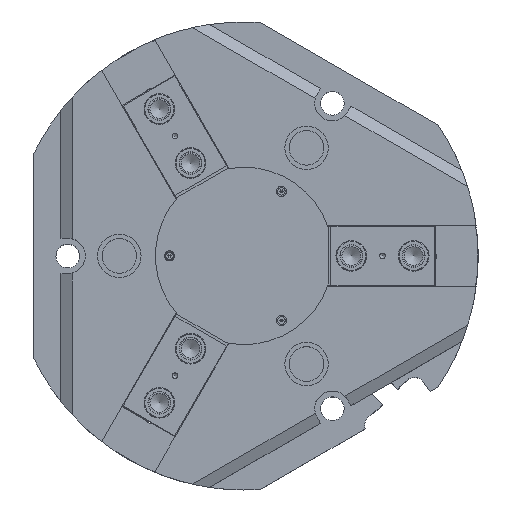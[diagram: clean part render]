
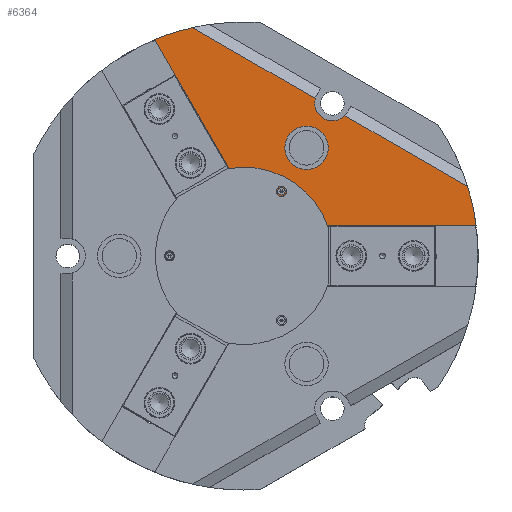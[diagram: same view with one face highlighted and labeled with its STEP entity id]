
A CAD part, top view. The second image highlights one B-rep face of the part: STEP entity #6364.
In plain terms, the highlighted planar face has unit normal (0, 0, 1).
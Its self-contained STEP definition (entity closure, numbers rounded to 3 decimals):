
#353=LINE('',#10517,#858);
#362=LINE('',#10556,#867);
#363=LINE('',#10560,#868);
#364=LINE('',#10561,#869);
#858=VECTOR('',#8035,10.);
#867=VECTOR('',#8068,10.);
#868=VECTOR('',#8071,10.);
#869=VECTOR('',#8072,10.);
#1419=FACE_BOUND('',#1940,.T.);
#1420=FACE_BOUND('',#1941,.T.);
#1572=FACE_OUTER_BOUND('',#1939,.T.);
#1939=EDGE_LOOP('',(#4657,#4658,#4659,#4660,#4661,#4662,#4663));
#1940=EDGE_LOOP('',(#4664,#4665));
#1941=EDGE_LOOP('',(#4666,#4667));
#2384=CIRCLE('',#6953,16.);
#2385=CIRCLE('',#6954,16.);
#2402=CIRCLE('',#6985,172.5);
#2410=CIRCLE('',#6995,13.);
#2411=CIRCLE('',#6996,172.5);
#2412=CIRCLE('',#6997,2.);
#2413=CIRCLE('',#6998,2.);
#2813=VERTEX_POINT('',#10455);
#2814=VERTEX_POINT('',#10457);
#2831=VERTEX_POINT('',#10508);
#2835=VERTEX_POINT('',#10515);
#2836=VERTEX_POINT('',#10519);
#2852=VERTEX_POINT('',#10553);
#2853=VERTEX_POINT('',#10555);
#2854=VERTEX_POINT('',#10557);
#2855=VERTEX_POINT('',#10559);
#2856=VERTEX_POINT('',#10562);
#2857=VERTEX_POINT('',#10563);
#3516=EDGE_CURVE('',#2814,#2813,#2384,.T.);
#3517=EDGE_CURVE('',#2813,#2814,#2385,.T.);
#3543=EDGE_CURVE('',#2835,#2831,#353,.T.);
#3544=EDGE_CURVE('',#2836,#2831,#2402,.T.);
#3561=EDGE_CURVE('',#2835,#2852,#2410,.T.);
#3562=EDGE_CURVE('',#2853,#2852,#362,.T.);
#3563=EDGE_CURVE('',#2853,#2854,#2411,.T.);
#3564=EDGE_CURVE('',#2854,#2855,#363,.T.);
#3565=EDGE_CURVE('',#2855,#2836,#364,.T.);
#3566=EDGE_CURVE('',#2856,#2857,#2412,.T.);
#3567=EDGE_CURVE('',#2857,#2856,#2413,.T.);
#4657=ORIENTED_EDGE('',*,*,#3543,.F.);
#4658=ORIENTED_EDGE('',*,*,#3561,.T.);
#4659=ORIENTED_EDGE('',*,*,#3562,.F.);
#4660=ORIENTED_EDGE('',*,*,#3563,.T.);
#4661=ORIENTED_EDGE('',*,*,#3564,.T.);
#4662=ORIENTED_EDGE('',*,*,#3565,.T.);
#4663=ORIENTED_EDGE('',*,*,#3544,.T.);
#4664=ORIENTED_EDGE('',*,*,#3516,.T.);
#4665=ORIENTED_EDGE('',*,*,#3517,.T.);
#4666=ORIENTED_EDGE('',*,*,#3566,.T.);
#4667=ORIENTED_EDGE('',*,*,#3567,.T.);
#6139=PLANE('',#6994);
#6364=ADVANCED_FACE('',(#1572,#1419,#1420),#6139,.T.);
#6953=AXIS2_PLACEMENT_3D('',#10458,#7966,#7967);
#6954=AXIS2_PLACEMENT_3D('',#10459,#7968,#7969);
#6985=AXIS2_PLACEMENT_3D('',#10520,#8038,#8039);
#6994=AXIS2_PLACEMENT_3D('',#10552,#8064,#8065);
#6995=AXIS2_PLACEMENT_3D('',#10554,#8066,#8067);
#6996=AXIS2_PLACEMENT_3D('',#10558,#8069,#8070);
#6997=AXIS2_PLACEMENT_3D('',#10564,#8073,#8074);
#6998=AXIS2_PLACEMENT_3D('',#10565,#8075,#8076);
#7966=DIRECTION('center_axis',(0.,0.,-1.));
#7967=DIRECTION('ref_axis',(-0.5,-0.866,0.));
#7968=DIRECTION('center_axis',(0.,0.,-1.));
#7969=DIRECTION('ref_axis',(-0.5,-0.866,0.));
#8035=DIRECTION('',(0.866,-0.5,0.));
#8038=DIRECTION('center_axis',(0.,0.,1.));
#8039=DIRECTION('ref_axis',(0.829,-0.559,0.));
#8064=DIRECTION('center_axis',(0.,0.,1.));
#8065=DIRECTION('ref_axis',(1.,0.,0.));
#8066=DIRECTION('center_axis',(0.,0.,-1.));
#8067=DIRECTION('ref_axis',(0.866,-0.5,0.));
#8068=DIRECTION('',(0.866,-0.5,0.));
#8069=DIRECTION('center_axis',(0.,0.,1.));
#8070=DIRECTION('ref_axis',(0.069,0.998,0.));
#8071=DIRECTION('',(0.5,-0.866,0.));
#8072=DIRECTION('',(1.,0.,0.));
#8073=DIRECTION('center_axis',(0.,0.,-1.));
#8074=DIRECTION('ref_axis',(-0.5,-0.866,0.));
#8075=DIRECTION('center_axis',(0.,0.,-1.));
#8076=DIRECTION('ref_axis',(-0.5,-0.866,0.));
#10455=CARTESIAN_POINT('',(54.,93.531,128.6));
#10457=CARTESIAN_POINT('',(38.,65.818,128.6));
#10458=CARTESIAN_POINT('Origin',(46.,79.674,128.6));
#10459=CARTESIAN_POINT('Origin',(46.,79.674,128.6));
#10508=CARTESIAN_POINT('',(164.734,51.175,128.6));
#10515=CARTESIAN_POINT('',(74.229,103.428,128.6));
#10517=CARTESIAN_POINT('',(144.894,62.63,128.6));
#10519=CARTESIAN_POINT('',(171.026,22.5,128.6));
#10520=CARTESIAN_POINT('Origin',(0.,0.,128.6));
#10552=CARTESIAN_POINT('Origin',(0.,0.,128.6));
#10553=CARTESIAN_POINT('',(52.457,115.999,128.6));
#10554=CARTESIAN_POINT('Origin',(65.,112.583,128.6));
#10555=CARTESIAN_POINT('',(-38.048,168.252,128.6));
#10556=CARTESIAN_POINT('',(57.714,112.963,128.6));
#10557=CARTESIAN_POINT('',(-66.028,159.363,128.6));
#10558=CARTESIAN_POINT('Origin',(0.,0.,128.6));
#10559=CARTESIAN_POINT('',(12.99,22.5,128.6));
#10560=CARTESIAN_POINT('',(19.486,11.25,128.6));
#10561=CARTESIAN_POINT('',(0.,22.5,128.6));
#10562=CARTESIAN_POINT('',(26.5,45.899,128.6));
#10563=CARTESIAN_POINT('',(28.5,49.363,128.6));
#10564=CARTESIAN_POINT('Origin',(27.5,47.631,128.6));
#10565=CARTESIAN_POINT('Origin',(27.5,47.631,128.6));
